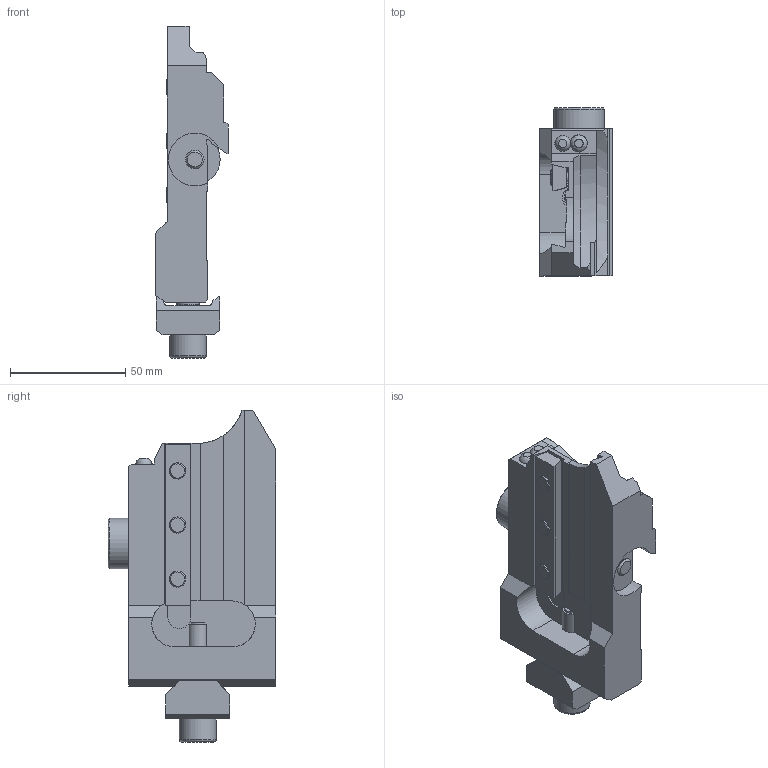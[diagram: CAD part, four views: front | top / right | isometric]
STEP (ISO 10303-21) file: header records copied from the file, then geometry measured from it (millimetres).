
FILE_DESCRIPTION(/* description */ (''),/* implementation_level */ '2;1');
FILE_NAME(/* name */ 'W5190001_stp.stp',/* time_stamp */ '2013-09-16T09:57:00+02:00',/* author */ (''),/* organization */ (''),/* preprocessor_version */ 'ST-DEVELOPER v11',/* originating_system */ 'SIEMENS PLM Software NX 7.5',/* authorisation */ '');
FILE_SCHEMA (('AUTOMOTIVE_DESIGN { 1 0 10303 214 1 1 1 1 }'));
Length unit declared in the file: millimetre
Products named in the file (1): polz9EF27dav
Bounding box: 31.5 x 73 x 144.3 mm (x, y, z)
Volume: 129661.3 mm3; surface area: 30992.8 mm2
Topology: 1 solids, 1 shells, 134 faces, 363 edges, 242 vertices
Faces by surface type: plane 94, cylinder 29, cone 6, torus 3, bspline 1, sphere 1
Full cylindrical faces by diameter (mm): 3.767 x1, 4 x3, 7 x3, 8 x2, 10 x1, 16 x1, 22 x1
Entity records: 4160 total; most frequent: CARTESIAN_POINT 817, DIRECTION 678, ORIENTED_EDGE 662, EDGE_CURVE 331, LINE 240, VECTOR 240, VERTEX_POINT 231, AXIS2_PLACEMENT_3D 219
